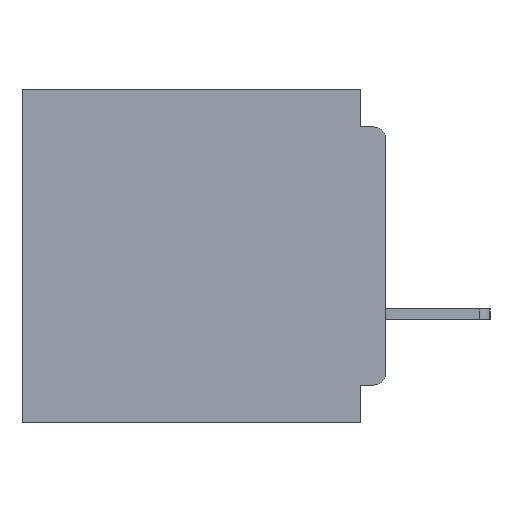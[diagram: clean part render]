
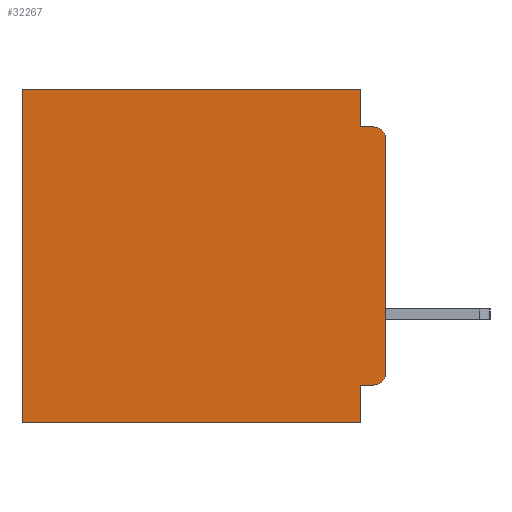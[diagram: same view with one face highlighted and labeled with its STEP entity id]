
A CAD part, left-side view. The second image highlights one B-rep face of the part: STEP entity #32267.
In plain terms, the highlighted planar face has unit normal (-1, 0, 0).
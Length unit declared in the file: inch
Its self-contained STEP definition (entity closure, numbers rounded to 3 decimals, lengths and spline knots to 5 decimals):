
#178 = ORIENTED_EDGE ( 'NONE', *, *, #3848, .F. ) ;
#189 = CARTESIAN_POINT ( 'NONE',  ( 0.3, 0.015, -0.355 ) ) ;
#1318 = ORIENTED_EDGE ( 'NONE', *, *, #28506, .F. ) ;
#1572 = CARTESIAN_POINT ( 'NONE',  ( 0.3, 0., -0.4 ) ) ;
#1946 = VECTOR ( 'NONE', #22853, 39.37008 ) ;
#2815 = CARTESIAN_POINT ( 'NONE',  ( 0.3, 0.031, 0. ) ) ;
#3790 = VERTEX_POINT ( 'NONE', #38468 ) ;
#3848 = EDGE_CURVE ( 'NONE', #27865, #23093, #16746, .T. ) ;
#3862 = VECTOR ( 'NONE', #5538, 39.37008 ) ;
#4642 = DIRECTION ( 'NONE',  ( 0., 1., 0. ) ) ;
#4676 = CARTESIAN_POINT ( 'NONE',  ( 0.3, 0., -0.34 ) ) ;
#5169 = CIRCLE ( 'NONE', #21170, 0.015 ) ;
#5439 = EDGE_CURVE ( 'NONE', #40167, #20824, #6484, .T. ) ;
#5538 = DIRECTION ( 'NONE',  ( 0., 1., 0. ) ) ;
#5574 = CARTESIAN_POINT ( 'NONE',  ( 0.3, 0.015, -0.045 ) ) ;
#5604 = CARTESIAN_POINT ( 'NONE',  ( 0.3, 0.437, -0.4 ) ) ;
#6189 = DIRECTION ( 'NONE',  ( 1., 0., 0. ) ) ;
#6484 = LINE ( 'NONE', #22731, #25136 ) ;
#7841 = CARTESIAN_POINT ( 'NONE',  ( 0.3, 0., -0.06 ) ) ;
#8537 = CARTESIAN_POINT ( 'NONE',  ( 0.3, 0., -0.045 ) ) ;
#10097 = EDGE_CURVE ( 'NONE', #36702, #31566, #44287, .T. ) ;
#10149 = DIRECTION ( 'NONE',  ( 0., 0., -1. ) ) ;
#12299 = DIRECTION ( 'NONE',  ( 0., -1., 0. ) ) ;
#12706 = CARTESIAN_POINT ( 'NONE',  ( 0.3, 0.031, -0.355 ) ) ;
#13573 = CARTESIAN_POINT ( 'NONE',  ( 0.3, 0., -0.4 ) ) ;
#14206 = VECTOR ( 'NONE', #10149, 39.37008 ) ;
#14314 = CARTESIAN_POINT ( 'NONE',  ( 0.3, 0.015, -0.34 ) ) ;
#15644 = EDGE_CURVE ( 'NONE', #28683, #31566, #35124, .T. ) ;
#15850 = ORIENTED_EDGE ( 'NONE', *, *, #15644, .T. ) ;
#16329 = CARTESIAN_POINT ( 'NONE',  ( 0.3, 0.437, 0. ) ) ;
#16674 = CARTESIAN_POINT ( 'NONE',  ( 0.3, 0.015, -0.06 ) ) ;
#16746 = LINE ( 'NONE', #21885, #34209 ) ;
#18031 = DIRECTION ( 'NONE',  ( 0., 0., -1. ) ) ;
#19105 = CARTESIAN_POINT ( 'NONE',  ( 0.3, 0.031, -0.4 ) ) ;
#19277 = VERTEX_POINT ( 'NONE', #2815 ) ;
#20419 = DIRECTION ( 'NONE',  ( 0., 0., -1. ) ) ;
#20824 = VERTEX_POINT ( 'NONE', #4676 ) ;
#21170 = AXIS2_PLACEMENT_3D ( 'NONE', #16674, #42609, #20419 ) ;
#21354 = EDGE_CURVE ( 'NONE', #3790, #43867, #26457, .T. ) ;
#21885 = CARTESIAN_POINT ( 'NONE',  ( 0.3, 0., -0.355 ) ) ;
#22022 = FACE_OUTER_BOUND ( 'NONE', #25670, .T. ) ;
#22175 = CIRCLE ( 'NONE', #30557, 0.015 ) ;
#22529 = LINE ( 'NONE', #27882, #3862 ) ;
#22731 = CARTESIAN_POINT ( 'NONE',  ( 0.3, 0., -0.4 ) ) ;
#22853 = DIRECTION ( 'NONE',  ( 0., 0., -1. ) ) ;
#23093 = VERTEX_POINT ( 'NONE', #12706 ) ;
#23307 = LINE ( 'NONE', #46489, #28578 ) ;
#25136 = VECTOR ( 'NONE', #26477, 39.37008 ) ;
#25670 = EDGE_LOOP ( 'NONE', ( #41111, #47410, #38850, #42336, #43067, #15850, #29369, #1318, #178, #29279 ) ) ;
#26457 = LINE ( 'NONE', #8537, #34023 ) ;
#26477 = DIRECTION ( 'NONE',  ( 0., 0., -1. ) ) ;
#27271 = EDGE_CURVE ( 'NONE', #27865, #20824, #22175, .T. ) ;
#27865 = VERTEX_POINT ( 'NONE', #189 ) ;
#27882 = CARTESIAN_POINT ( 'NONE',  ( 0.3, 0., 0. ) ) ;
#27997 = DIRECTION ( 'NONE',  ( 0., 0., -1. ) ) ;
#28506 = EDGE_CURVE ( 'NONE', #23093, #36702, #31745, .T. ) ;
#28578 = VECTOR ( 'NONE', #27997, 39.37008 ) ;
#28683 = VERTEX_POINT ( 'NONE', #16329 ) ;
#28730 = CARTESIAN_POINT ( 'NONE',  ( 0.3, 0.437, -0.4 ) ) ;
#29279 = ORIENTED_EDGE ( 'NONE', *, *, #27271, .T. ) ;
#29369 = ORIENTED_EDGE ( 'NONE', *, *, #10097, .F. ) ;
#30557 = AXIS2_PLACEMENT_3D ( 'NONE', #14314, #40295, #18031 ) ;
#31006 = EDGE_CURVE ( 'NONE', #19277, #3790, #23307, .T. ) ;
#31566 = VERTEX_POINT ( 'NONE', #5604 ) ;
#31745 = LINE ( 'NONE', #19105, #1946 ) ;
#32262 = DIRECTION ( 'NONE',  ( 0., 0., -1. ) ) ;
#32267 = ADVANCED_FACE ( 'NONE', ( #22022 ), #46850, .F. ) ;
#33383 = VECTOR ( 'NONE', #38887, 39.37008 ) ;
#34023 = VECTOR ( 'NONE', #12299, 39.37008 ) ;
#34209 = VECTOR ( 'NONE', #4642, 39.37008 ) ;
#35124 = LINE ( 'NONE', #28730, #14206 ) ;
#36702 = VERTEX_POINT ( 'NONE', #45598 ) ;
#38004 = AXIS2_PLACEMENT_3D ( 'NONE', #13573, #6189, #32262 ) ;
#38468 = CARTESIAN_POINT ( 'NONE',  ( 0.3, 0.031, -0.045 ) ) ;
#38850 = ORIENTED_EDGE ( 'NONE', *, *, #21354, .F. ) ;
#38887 = DIRECTION ( 'NONE',  ( 0., 1., 0. ) ) ;
#39705 = EDGE_CURVE ( 'NONE', #40167, #43867, #5169, .T. ) ;
#40167 = VERTEX_POINT ( 'NONE', #7841 ) ;
#40295 = DIRECTION ( 'NONE',  ( -1., 0., 0. ) ) ;
#41111 = ORIENTED_EDGE ( 'NONE', *, *, #5439, .F. ) ;
#42336 = ORIENTED_EDGE ( 'NONE', *, *, #31006, .F. ) ;
#42609 = DIRECTION ( 'NONE',  ( -1., 0., 0. ) ) ;
#43067 = ORIENTED_EDGE ( 'NONE', *, *, #44932, .T. ) ;
#43867 = VERTEX_POINT ( 'NONE', #5574 ) ;
#44287 = LINE ( 'NONE', #1572, #33383 ) ;
#44932 = EDGE_CURVE ( 'NONE', #19277, #28683, #22529, .T. ) ;
#45598 = CARTESIAN_POINT ( 'NONE',  ( 0.3, 0.031, -0.4 ) ) ;
#46489 = CARTESIAN_POINT ( 'NONE',  ( 0.3, 0.031, 0. ) ) ;
#46850 = PLANE ( 'NONE',  #38004 ) ;
#47410 = ORIENTED_EDGE ( 'NONE', *, *, #39705, .T. ) ;
